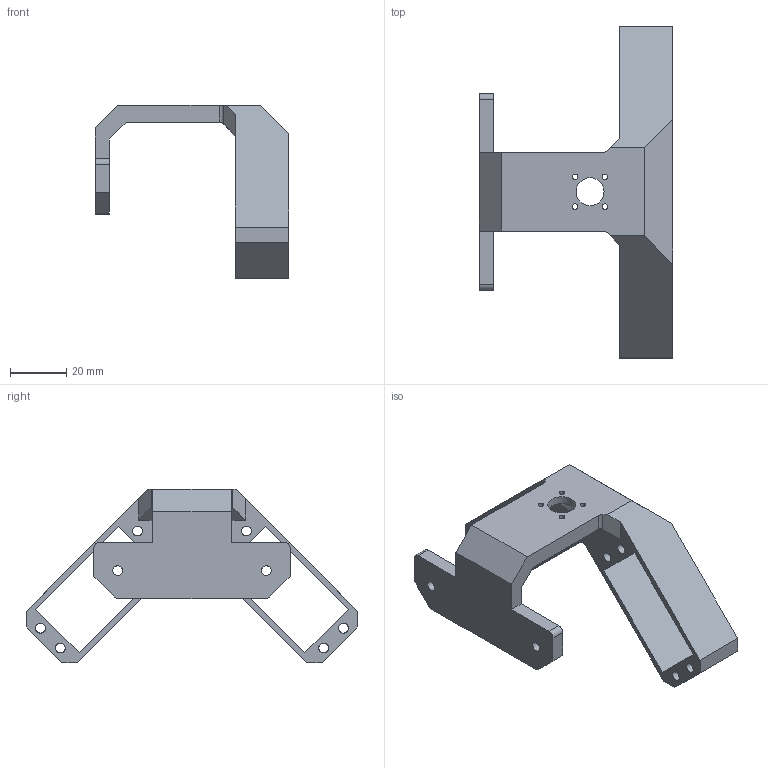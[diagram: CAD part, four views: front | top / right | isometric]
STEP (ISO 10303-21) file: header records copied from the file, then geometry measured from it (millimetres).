
FILE_DESCRIPTION(('FreeCAD Model'),'2;1');
FILE_NAME( 'hip.step', '2015-03-22T23:18:00',('FreeCAD'),('FreeCAD'), 'Open CASCADE STEP processor 6.7','FreeCAD','Unknown');
FILE_SCHEMA(('AUTOMOTIVE_DESIGN_CC2 { 1 2 10303 214 -1 1 5 4 }'));
Length unit declared in the file: millimetre
Products named in the file (1): hip
Bounding box: 69 x 118.45 x 61.84 mm (x, y, z)
Volume: 45372.3 mm3; surface area: 23336.3 mm2
Topology: 1 solids, 1 shells, 65 faces, 189 edges, 126 vertices
Faces by surface type: plane 42, cylinder 23
Full cylindrical faces by diameter (mm): 2 x4, 3.5 x10, 10 x1, 22.5 x1
Entity records: 4828 total; most frequent: CARTESIAN_POINT 1083, DIRECTION 662, LINE 393, VECTOR 393, ORIENTED_EDGE 378, PCURVE 378, DEFINITIONAL_REPRESENTATION 378, EDGE_CURVE 189
